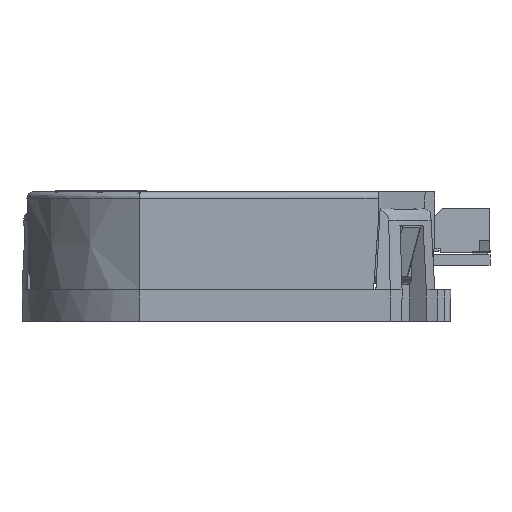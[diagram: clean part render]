
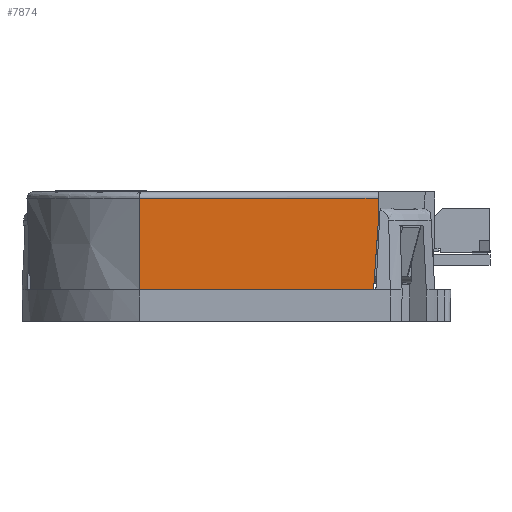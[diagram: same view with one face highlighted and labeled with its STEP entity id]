
A CAD part, left-side view. The second image highlights one B-rep face of the part: STEP entity #7874.
In plain terms, the highlighted planar face has unit normal (-1, 0, -0.018).
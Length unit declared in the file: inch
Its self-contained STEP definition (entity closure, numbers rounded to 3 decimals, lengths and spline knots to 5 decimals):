
#77 = CARTESIAN_POINT ( 'NONE',  ( -0.56114, -0.51201, 0.19016 ) ) ;
#557 = CARTESIAN_POINT ( 'NONE',  ( -0.56114, -0.51201, 0.19016 ) ) ;
#1174 = B_SPLINE_CURVE_WITH_KNOTS ( 'NONE', 3,
 ( #7080, #21415, #14182, #35771 ),
 .UNSPECIFIED., .F., .F.,
 ( 4, 4 ),
 ( 0., 0.00729 ),
 .UNSPECIFIED. ) ;
#2127 = EDGE_CURVE ( 'NONE', #39872, #12471, #1174, .T. ) ;
#2571 = VECTOR ( 'NONE', #10794, 39.37008 ) ;
#3340 = DIRECTION ( 'NONE',  ( -1., 0., -0.017 ) ) ;
#3492 = PLANE ( 'NONE',  #37349 ) ;
#7080 = CARTESIAN_POINT ( 'NONE',  ( -0.56264, 0.23536, 0.27643 ) ) ;
#7411 = ORIENTED_EDGE ( 'NONE', *, *, #39848, .F. ) ;
#7874 = ADVANCED_FACE ( 'NONE', ( #15293 ), #3492, .T. ) ;
#9392 = LINE ( 'NONE', #30192, #42487 ) ;
#10745 = DIRECTION ( 'NONE',  ( -0.017, 0., 1. ) ) ;
#10794 = DIRECTION ( 'NONE',  ( 0., -1., 0. ) ) ;
#12471 = VERTEX_POINT ( 'NONE', #44077 ) ;
#14125 = CARTESIAN_POINT ( 'NONE',  ( -0.56299, 0., 0.29646 ) ) ;
#14182 = CARTESIAN_POINT ( 'NONE',  ( -0.5593, 0.23469, 0.08506 ) ) ;
#14284 = ORIENTED_EDGE ( 'NONE', *, *, #44790, .F. ) ;
#15293 = FACE_OUTER_BOUND ( 'NONE', #19464, .T. ) ;
#15724 = ORIENTED_EDGE ( 'NONE', *, *, #31454, .T. ) ;
#18085 = CARTESIAN_POINT ( 'NONE',  ( -0.56264, -0.51201, 0.27643 ) ) ;
#18589 = EDGE_CURVE ( 'NONE', #22704, #31876, #42412, .T. ) ;
#19464 = EDGE_LOOP ( 'NONE', ( #31116, #7411, #14284, #27107, #15724 ) ) ;
#21415 = CARTESIAN_POINT ( 'NONE',  ( -0.56097, 0.23503, 0.18074 ) ) ;
#22704 = VERTEX_POINT ( 'NONE', #557 ) ;
#26180 = DIRECTION ( 'NONE',  ( 0., -1., 0. ) ) ;
#27107 = ORIENTED_EDGE ( 'NONE', *, *, #2127, .T. ) ;
#27688 = DIRECTION ( 'NONE',  ( 0.017, 0., -1. ) ) ;
#28201 = DIRECTION ( 'NONE',  ( 0.017, 0.07, -0.997 ) ) ;
#28436 = CARTESIAN_POINT ( 'NONE',  ( -0.56264, 0.23536, 0.27643 ) ) ;
#29108 = CARTESIAN_POINT ( 'NONE',  ( -0.56264, 0., 0.27643 ) ) ;
#30192 = CARTESIAN_POINT ( 'NONE',  ( -0.55763, 0., -0.01063 ) ) ;
#30294 = CARTESIAN_POINT ( 'NONE',  ( -0.55763, -0.49796, -0.01063 ) ) ;
#31116 = ORIENTED_EDGE ( 'NONE', *, *, #18589, .F. ) ;
#31454 = EDGE_CURVE ( 'NONE', #12471, #31876, #9392, .T. ) ;
#31869 = VECTOR ( 'NONE', #28201, 39.37008 ) ;
#31876 = VERTEX_POINT ( 'NONE', #30294 ) ;
#34061 = LINE ( 'NONE', #29108, #2571 ) ;
#35771 = CARTESIAN_POINT ( 'NONE',  ( -0.55763, 0.23435, -0.01063 ) ) ;
#37349 = AXIS2_PLACEMENT_3D ( 'NONE', #14125, #3340, #10745 ) ;
#38969 = CARTESIAN_POINT ( 'NONE',  ( -0.56264, -0.51201, 0.27643 ) ) ;
#39848 = EDGE_CURVE ( 'NONE', #45134, #22704, #45497, .T. ) ;
#39872 = VERTEX_POINT ( 'NONE', #28436 ) ;
#42412 = LINE ( 'NONE', #77, #31869 ) ;
#42487 = VECTOR ( 'NONE', #26180, 39.37008 ) ;
#43267 = VECTOR ( 'NONE', #27688, 39.37008 ) ;
#44077 = CARTESIAN_POINT ( 'NONE',  ( -0.55763, 0.23435, -0.01063 ) ) ;
#44790 = EDGE_CURVE ( 'NONE', #39872, #45134, #34061, .T. ) ;
#45134 = VERTEX_POINT ( 'NONE', #38969 ) ;
#45497 = LINE ( 'NONE', #18085, #43267 ) ;
